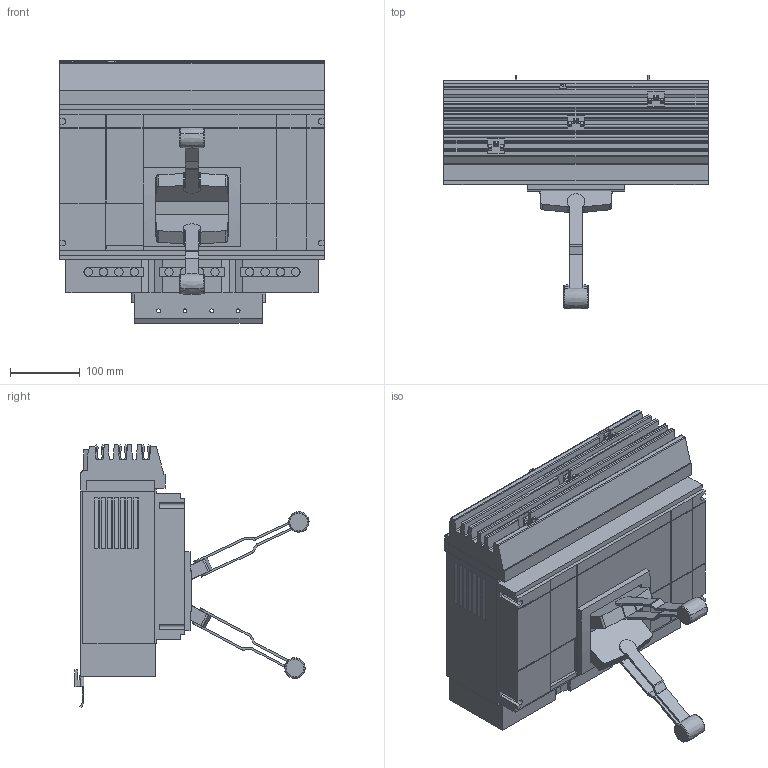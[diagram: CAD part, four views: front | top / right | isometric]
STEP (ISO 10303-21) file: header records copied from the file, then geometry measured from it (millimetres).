
FILE_DESCRIPTION(('starvars output'),'2;1');
FILE_NAME('RJA36100CU63AE1_3D.stp','08:16:01 2020/04/02',( 'Thomas Industrial Network Germany GmbH'),( 'Thomas Industrial Network Germany GmbH'),'unknown preprocess','ACIS' ,'unknown authorization');
FILE_SCHEMA(('CONFIG_CONTROL_DESIGN {UNKNOWN IMPLEMENTATION LEVEL}'));
Length unit declared in the file: millimetre
Products named in the file (1): PRODUCT_ID_1
Bounding box: 380 x 336.36 x 377.1 mm (x, y, z)
Volume: 16040080.7 mm3; surface area: 725659.2 mm2
Topology: 1 solids, 1 shells, 693 faces, 1950 edges, 1292 vertices
Faces by surface type: plane 495, cylinder 186, torus 8, bspline 4
Entity records: 20415 total; most frequent: ORIENTED_EDGE 3900, CARTESIAN_POINT 3583, DIRECTION 3026, EDGE_CURVE 1950, VECTOR 1352, LINE 1352, VERTEX_POINT 1292, AXIS2_PLACEMENT_3D 837
